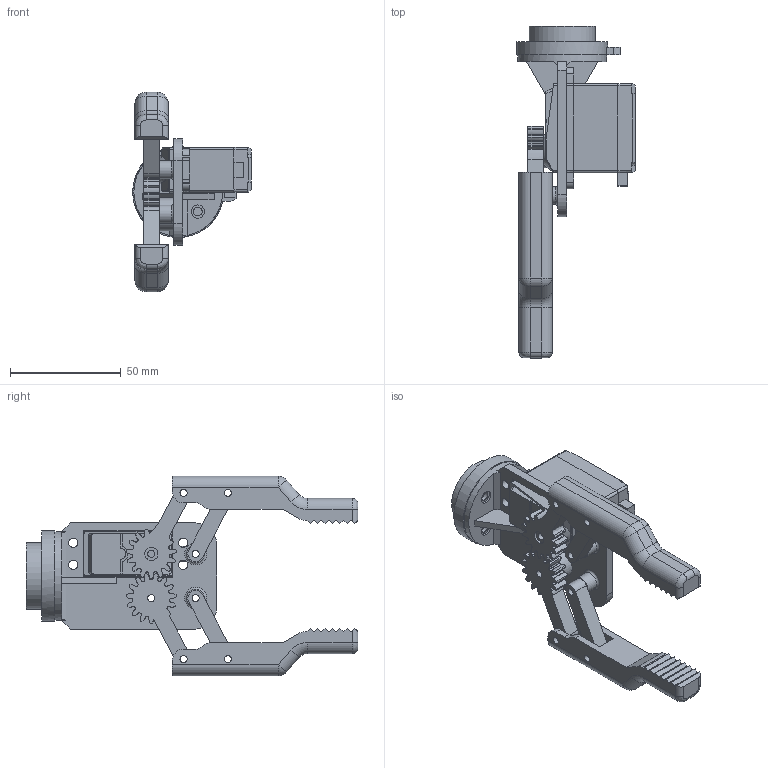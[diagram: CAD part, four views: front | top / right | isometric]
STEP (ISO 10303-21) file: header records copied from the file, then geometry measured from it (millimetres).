
FILE_DESCRIPTION(/* description */ (''),/* implementation_level */ '2;1');
FILE_NAME(/* name */ 'RobotGripper.step',/* time_stamp */ '2022-05-20T14:00:00-04:00',/* author */ (''),/* organization */ (''),/* preprocessor_version */ 'ST-DEVELOPER v18.1',/* originating_system */ 'Autodesk Translation Framework v10.14.0.1471',/* authorisation */ '');
FILE_SCHEMA (('AUTOMOTIVE_DESIGN { 1 0 10303 214 3 1 1 }'));
Length unit declared in the file: millimetre
Products named in the file (1): RobotGripper
Bounding box: 53.36 x 149.66 x 90 mm (x, y, z)
Volume: 92932.4 mm3; surface area: 40759.6 mm2
Topology: 9 solids, 9 shells, 601 faces, 1641 edges, 1077 vertices
Faces by surface type: plane 289, cylinder 235, bspline 66, torus 6, sphere 4, cone 1
Full cylindrical faces by diameter (mm): 3.2 x23, 4 x8, 4.2 x4, 5.2 x1, 5.9 x2, 6 x9, 8 x2, 15 x1, 20 x1, 29.9 x1, 40 x1, 41 x1
Entity records: 34653 total; most frequent: CARTESIAN_POINT 19400, ORIENTED_EDGE 3282, DIRECTION 3087, EDGE_CURVE 1641, VERTEX_POINT 1077, AXIS2_PLACEMENT_3D 1048, LINE 991, VECTOR 991
